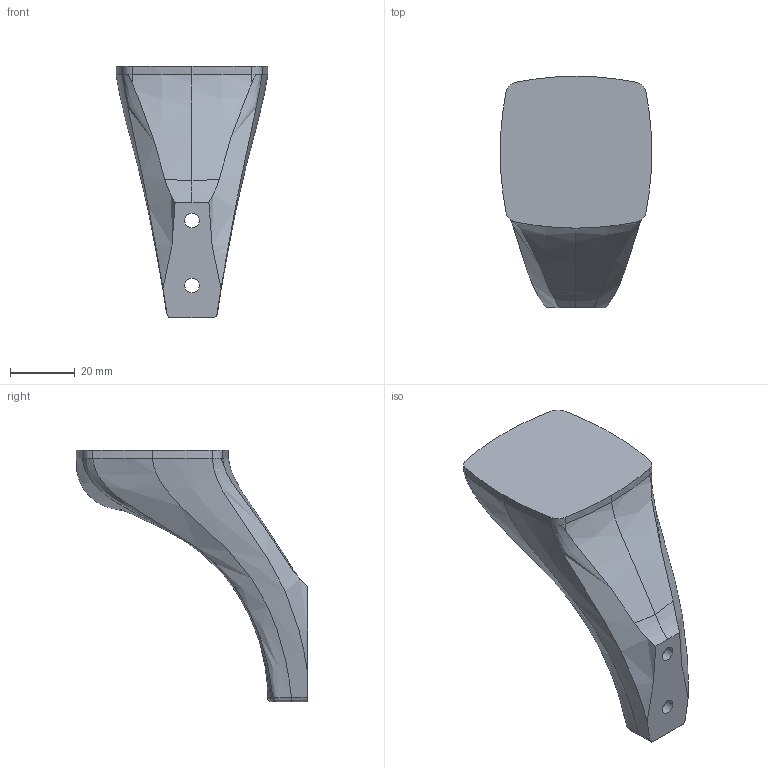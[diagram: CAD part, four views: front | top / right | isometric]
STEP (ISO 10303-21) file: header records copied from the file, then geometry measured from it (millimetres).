
FILE_DESCRIPTION(/* description */ (''),/* implementation_level */ '2;1');
FILE_NAME(/* name */ 'Stand.step',/* time_stamp */ '2023-09-28T14:40:03-06:00',/* author */ (''),/* organization */ (''),/* preprocessor_version */ 'ST-DEVELOPER v20',/* originating_system */ 'Autodesk Translation Framework v12.9.0.99',/* authorisation */ '');
FILE_SCHEMA (('AUTOMOTIVE_DESIGN { 1 0 10303 214 3 1 1 }'));
Length unit declared in the file: inch
Products named in the file (1): Stand
Bounding box: 46.8 x 71.2 x 77.54 mm (x, y, z)
Volume: 64664.7 mm3; surface area: 12041.3 mm2
Topology: 1 solids, 1 shells, 45 faces, 122 edges, 79 vertices
Faces by surface type: bspline 24, cylinder 16, plane 5
Full cylindrical faces by diameter (mm): 4.5 x2, 8.5 x2
Entity records: 4378 total; most frequent: CARTESIAN_POINT 3387, ORIENTED_EDGE 244, DIRECTION 123, EDGE_CURVE 122, VERTEX_POINT 79, B_SPLINE_CURVE_WITH_KNOTS 73, AXIS2_PLACEMENT_3D 52, EDGE_LOOP 49
